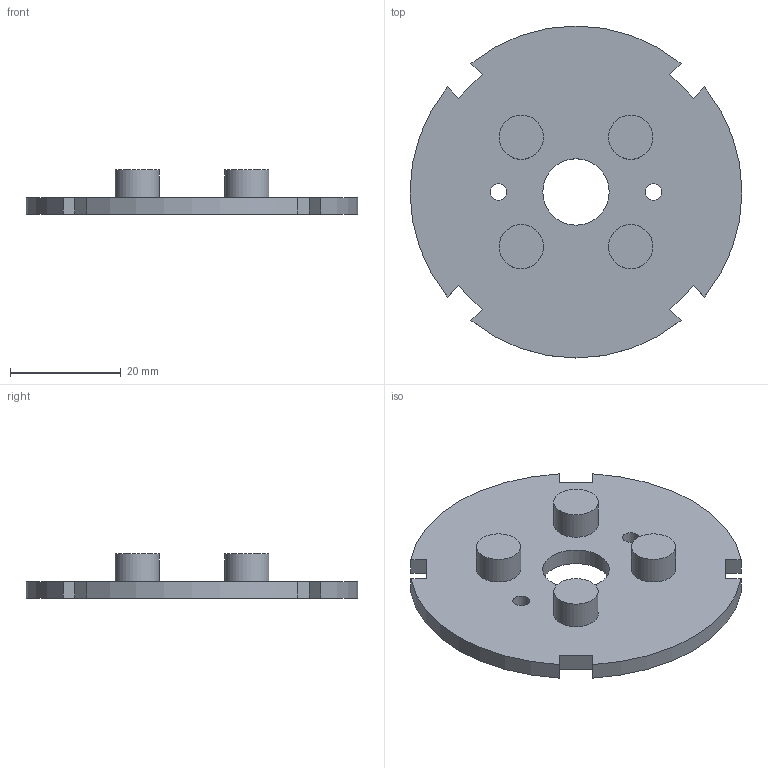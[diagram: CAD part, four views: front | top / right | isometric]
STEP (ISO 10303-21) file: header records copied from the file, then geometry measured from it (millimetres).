
FILE_DESCRIPTION(('STEP AP242'), '1');
FILE_NAME('Housing_cover', '', ('UNSPECIFIED'), ('UNSPECIFIED'), 'C3D Converter', 'C3D Toolkit', '');
FILE_SCHEMA(('AP242_MANAGED_MODEL_BASED_3D_ENGINEERING_MIM_LF { 1 0 10303 442 1 1 4 }'));
Length unit declared in the file: millimetre
Bounding box: 60 x 60 x 8 mm (x, y, z)
Volume: 8808.7 mm3; surface area: 6678 mm2
Topology: 1 solids, 1 shells, 37 faces, 81 edges, 54 vertices
Faces by surface type: plane 22, cylinder 15
Full cylindrical faces by diameter (mm): 3 x6, 8 x4, 12 x1
Entity records: 1318 total; most frequent: DIRECTION 176, CARTESIAN_POINT 162, ORIENTED_EDGE 140, EDGE_CURVE 70, AXIS2_PLACEMENT_3D 68, EDGE_LOOP 62, VERTEX_POINT 54, FACE_BOUND 40
